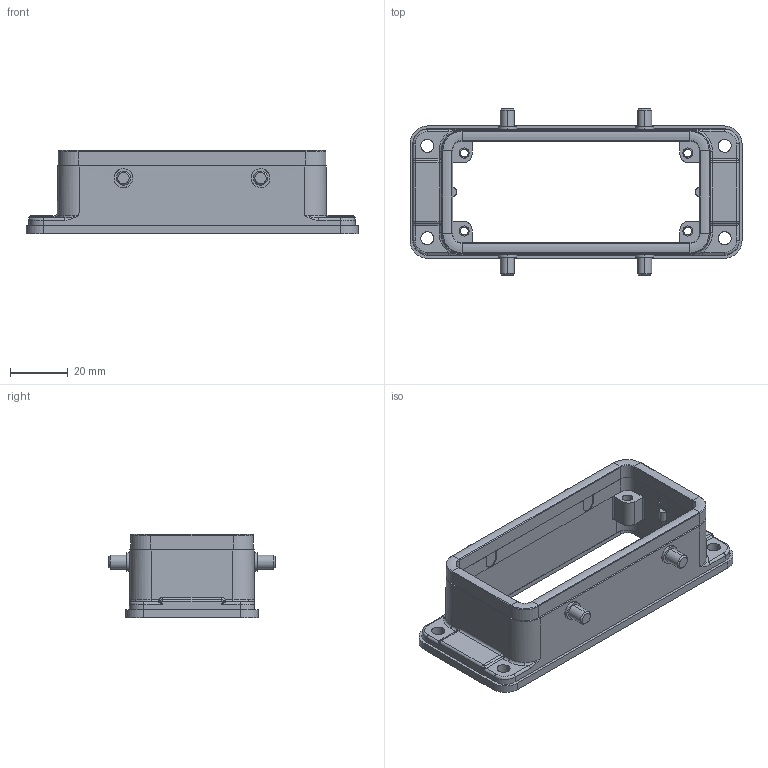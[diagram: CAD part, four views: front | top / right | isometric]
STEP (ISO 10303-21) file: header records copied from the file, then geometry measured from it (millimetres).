
FILE_DESCRIPTION (( 'STEP AP203' ), '1' );
FILE_NAME ('H16B-BK-4B.STP', '2017-08-04T03:44:03', ( '微软用户' ), ( '微软中国' ), 'SwSTEP 2.0', 'SolidWorks 2012', '' );
FILE_SCHEMA (( 'CONFIG_CONTROL_DESIGN' ));
Length unit declared in the file: millimetre
Products named in the file (1): H16B-BK-4B
Bounding box: 115 x 57.67 x 28.98 mm (x, y, z)
Volume: 34265.7 mm3; surface area: 24123.3 mm2
Topology: 1 solids, 1 shells, 397 faces, 996 edges, 605 vertices
Faces by surface type: cylinder 167, plane 138, bspline 36, torus 30, cone 18, sphere 8
Entity records: 14138 total; most frequent: CARTESIAN_POINT 4983, ORIENTED_EDGE 1976, DIRECTION 1819, EDGE_CURVE 988, AXIS2_PLACEMENT_3D 677, VERTEX_POINT 605, VECTOR 465, LINE 465
